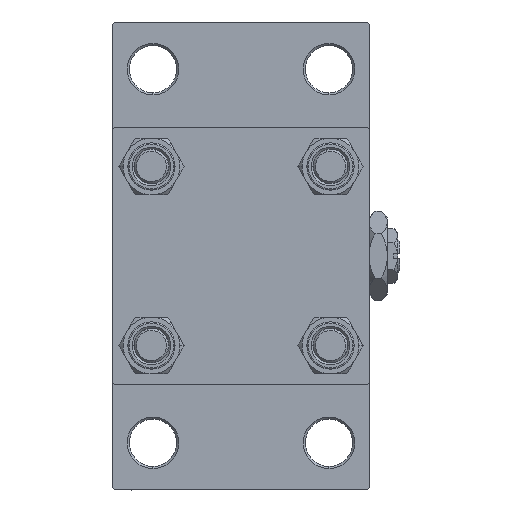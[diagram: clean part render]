
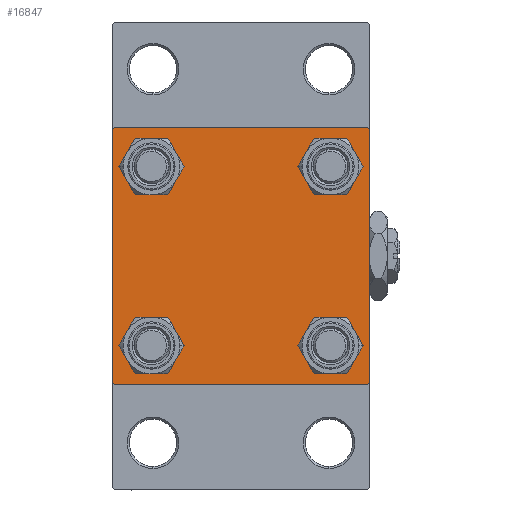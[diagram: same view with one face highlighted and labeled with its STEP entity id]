
A CAD part, left-side view. The second image highlights one B-rep face of the part: STEP entity #16847.
In plain terms, the highlighted planar face has unit normal (-1, 0, 0).
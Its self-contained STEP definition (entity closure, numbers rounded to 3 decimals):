
#48 = CARTESIAN_POINT ( 'NONE',  ( 0., -20.85, 16.35 ) ) ;
#68 = VERTEX_POINT ( 'NONE', #1423 ) ;
#502 = VERTEX_POINT ( 'NONE', #49193 ) ;
#651 = CARTESIAN_POINT ( 'NONE',  ( 0., 30., -30. ) ) ;
#738 = EDGE_CURVE ( 'NONE', #20914, #502, #9748, .T. ) ;
#932 = CARTESIAN_POINT ( 'NONE',  ( 0., 0., 0. ) ) ;
#938 = CIRCLE ( 'NONE', #30397, 4.5 ) ;
#1192 = LINE ( 'NONE', #8170, #4086 ) ;
#1342 = AXIS2_PLACEMENT_3D ( 'NONE', #932, #5153, #27589 ) ;
#1423 = CARTESIAN_POINT ( 'NONE',  ( 0., 30., -29.5 ) ) ;
#1829 = ORIENTED_EDGE ( 'NONE', *, *, #35150, .T. ) ;
#1947 = EDGE_LOOP ( 'NONE', ( #34946, #9550 ) ) ;
#2386 = EDGE_CURVE ( 'NONE', #34210, #45946, #29589, .T. ) ;
#2405 = AXIS2_PLACEMENT_3D ( 'NONE', #48217, #21802, #44472 ) ;
#3263 = CARTESIAN_POINT ( 'NONE',  ( 0., -20.85, -20.85 ) ) ;
#3567 = ORIENTED_EDGE ( 'NONE', *, *, #12046, .T. ) ;
#3986 = DIRECTION ( 'NONE',  ( 0., 0., -1. ) ) ;
#4086 = VECTOR ( 'NONE', #42329, 1000. ) ;
#4172 = VERTEX_POINT ( 'NONE', #40072 ) ;
#4191 = CARTESIAN_POINT ( 'NONE',  ( 0., -20.85, 20.85 ) ) ;
#4337 = VECTOR ( 'NONE', #19825, 1000. ) ;
#4474 = CIRCLE ( 'NONE', #12444, 4.5 ) ;
#5016 = DIRECTION ( 'NONE',  ( 0., 0., 1. ) ) ;
#5147 = VECTOR ( 'NONE', #16729, 1000. ) ;
#5153 = DIRECTION ( 'NONE',  ( -1., 0., 0. ) ) ;
#5452 = CARTESIAN_POINT ( 'NONE',  ( 0., 29.5, 30. ) ) ;
#5680 = AXIS2_PLACEMENT_3D ( 'NONE', #3263, #48617, #33410 ) ;
#5713 = CARTESIAN_POINT ( 'NONE',  ( 0., 20.85, -25.35 ) ) ;
#5989 = VERTEX_POINT ( 'NONE', #41625 ) ;
#6543 = DIRECTION ( 'NONE',  ( 0., 0., -1. ) ) ;
#7154 = DIRECTION ( 'NONE',  ( 1., 0., 0. ) ) ;
#7252 = CARTESIAN_POINT ( 'NONE',  ( 0., 20.85, 20.85 ) ) ;
#7724 = CARTESIAN_POINT ( 'NONE',  ( 0., 30., 30. ) ) ;
#8107 = ORIENTED_EDGE ( 'NONE', *, *, #2386, .T. ) ;
#8170 = CARTESIAN_POINT ( 'NONE',  ( 0., 29.75, 29.75 ) ) ;
#8691 = VERTEX_POINT ( 'NONE', #5452 ) ;
#9051 = ORIENTED_EDGE ( 'NONE', *, *, #15928, .T. ) ;
#9307 = ORIENTED_EDGE ( 'NONE', *, *, #20500, .T. ) ;
#9315 = VERTEX_POINT ( 'NONE', #10648 ) ;
#9550 = ORIENTED_EDGE ( 'NONE', *, *, #40934, .T. ) ;
#9748 = LINE ( 'NONE', #43895, #13568 ) ;
#10466 = VERTEX_POINT ( 'NONE', #33510 ) ;
#10648 = CARTESIAN_POINT ( 'NONE',  ( 0., 20.85, -16.35 ) ) ;
#10665 = FACE_BOUND ( 'NONE', #13024, .T. ) ;
#11159 = FACE_BOUND ( 'NONE', #1947, .T. ) ;
#11449 = EDGE_CURVE ( 'NONE', #29239, #502, #40699, .T. ) ;
#12043 = CARTESIAN_POINT ( 'NONE',  ( 0., 30., 30. ) ) ;
#12046 = EDGE_CURVE ( 'NONE', #43042, #20914, #46979, .T. ) ;
#12444 = AXIS2_PLACEMENT_3D ( 'NONE', #23488, #39405, #5016 ) ;
#12883 = DIRECTION ( 'NONE',  ( 0., 0., 1. ) ) ;
#13024 = EDGE_LOOP ( 'NONE', ( #8107, #24796 ) ) ;
#13093 = ORIENTED_EDGE ( 'NONE', *, *, #31883, .T. ) ;
#13568 = VECTOR ( 'NONE', #40895, 1000. ) ;
#15426 = CARTESIAN_POINT ( 'NONE',  ( 0., 29.75, -29.75 ) ) ;
#15670 = DIRECTION ( 'NONE',  ( 0., -0.707, -0.707 ) ) ;
#15672 = DIRECTION ( 'NONE',  ( 0., 0., 1. ) ) ;
#15928 = EDGE_CURVE ( 'NONE', #9315, #34932, #32317, .T. ) ;
#16034 = CARTESIAN_POINT ( 'NONE',  ( 0., 29.5, -30. ) ) ;
#16359 = EDGE_CURVE ( 'NONE', #45946, #34210, #4474, .T. ) ;
#16726 = VERTEX_POINT ( 'NONE', #49050 ) ;
#16729 = DIRECTION ( 'NONE',  ( 0., 0.707, 0.707 ) ) ;
#16847 = ADVANCED_FACE ( 'NONE', ( #10665, #11159, #25860, #35071, #26863 ), #23612, .T. ) ;
#19825 = DIRECTION ( 'NONE',  ( 0., -1., 0. ) ) ;
#19958 = VERTEX_POINT ( 'NONE', #41418 ) ;
#20120 = DIRECTION ( 'NONE',  ( 1., 0., 0. ) ) ;
#20500 = EDGE_CURVE ( 'NONE', #29239, #10466, #43650, .T. ) ;
#20914 = VERTEX_POINT ( 'NONE', #32135 ) ;
#21009 = ORIENTED_EDGE ( 'NONE', *, *, #30126, .T. ) ;
#21218 = DIRECTION ( 'NONE',  ( 1., 0., 0. ) ) ;
#21707 = DIRECTION ( 'NONE',  ( 1., 0., 0. ) ) ;
#21802 = DIRECTION ( 'NONE',  ( 1., 0., 0. ) ) ;
#21941 = EDGE_CURVE ( 'NONE', #8691, #10466, #31227, .T. ) ;
#22932 = LINE ( 'NONE', #7724, #25364 ) ;
#23002 = ORIENTED_EDGE ( 'NONE', *, *, #37116, .T. ) ;
#23488 = CARTESIAN_POINT ( 'NONE',  ( 0., -20.85, 20.85 ) ) ;
#23508 = DIRECTION ( 'NONE',  ( 0., -1., 0. ) ) ;
#23587 = AXIS2_PLACEMENT_3D ( 'NONE', #29343, #7154, #37072 ) ;
#23612 = PLANE ( 'NONE',  #1342 ) ;
#23638 = CARTESIAN_POINT ( 'NONE',  ( 0., 20.85, -20.85 ) ) ;
#24796 = ORIENTED_EDGE ( 'NONE', *, *, #16359, .T. ) ;
#25364 = VECTOR ( 'NONE', #3986, 1000. ) ;
#25549 = VERTEX_POINT ( 'NONE', #47820 ) ;
#25639 = CIRCLE ( 'NONE', #27221, 4.5 ) ;
#25740 = CARTESIAN_POINT ( 'NONE',  ( 0., -30., 30. ) ) ;
#25860 = FACE_BOUND ( 'NONE', #33946, .T. ) ;
#26447 = DIRECTION ( 'NONE',  ( 0., 0., 1. ) ) ;
#26535 = ORIENTED_EDGE ( 'NONE', *, *, #48774, .T. ) ;
#26863 = FACE_OUTER_BOUND ( 'NONE', #43308, .T. ) ;
#27221 = AXIS2_PLACEMENT_3D ( 'NONE', #7252, #21707, #26447 ) ;
#27551 = ORIENTED_EDGE ( 'NONE', *, *, #738, .T. ) ;
#27589 = DIRECTION ( 'NONE',  ( 0., 0., 1. ) ) ;
#28687 = CARTESIAN_POINT ( 'NONE',  ( 0., -29.75, 29.75 ) ) ;
#29239 = VERTEX_POINT ( 'NONE', #37825 ) ;
#29343 = CARTESIAN_POINT ( 'NONE',  ( 0., 20.85, -20.85 ) ) ;
#29589 = CIRCLE ( 'NONE', #43113, 4.5 ) ;
#30126 = EDGE_CURVE ( 'NONE', #16726, #68, #22932, .T. ) ;
#30397 = AXIS2_PLACEMENT_3D ( 'NONE', #39431, #21218, #39921 ) ;
#31227 = LINE ( 'NONE', #12043, #34747 ) ;
#31883 = EDGE_CURVE ( 'NONE', #68, #43042, #42341, .T. ) ;
#32135 = CARTESIAN_POINT ( 'NONE',  ( 0., -29.5, -30. ) ) ;
#32317 = CIRCLE ( 'NONE', #23587, 4.5 ) ;
#32749 = CIRCLE ( 'NONE', #5680, 4.5 ) ;
#33410 = DIRECTION ( 'NONE',  ( 0., 0., 1. ) ) ;
#33499 = AXIS2_PLACEMENT_3D ( 'NONE', #23638, #38846, #15672 ) ;
#33510 = CARTESIAN_POINT ( 'NONE',  ( 0., -29.5, 30. ) ) ;
#33748 = VECTOR ( 'NONE', #6543, 1000. ) ;
#33946 = EDGE_LOOP ( 'NONE', ( #9051, #1829 ) ) ;
#34210 = VERTEX_POINT ( 'NONE', #46096 ) ;
#34516 = ORIENTED_EDGE ( 'NONE', *, *, #11449, .F. ) ;
#34747 = VECTOR ( 'NONE', #23508, 1000. ) ;
#34932 = VERTEX_POINT ( 'NONE', #5713 ) ;
#34946 = ORIENTED_EDGE ( 'NONE', *, *, #40774, .T. ) ;
#34947 = ORIENTED_EDGE ( 'NONE', *, *, #21941, .F. ) ;
#35071 = FACE_BOUND ( 'NONE', #44124, .T. ) ;
#35150 = EDGE_CURVE ( 'NONE', #34932, #9315, #46235, .T. ) ;
#36742 = ORIENTED_EDGE ( 'NONE', *, *, #40959, .T. ) ;
#37072 = DIRECTION ( 'NONE',  ( 0., 0., 1. ) ) ;
#37116 = EDGE_CURVE ( 'NONE', #25549, #4172, #45400, .T. ) ;
#37825 = CARTESIAN_POINT ( 'NONE',  ( 0., -30., 29.5 ) ) ;
#38164 = VECTOR ( 'NONE', #15670, 1000. ) ;
#38846 = DIRECTION ( 'NONE',  ( 1., 0., 0. ) ) ;
#39405 = DIRECTION ( 'NONE',  ( 1., 0., 0. ) ) ;
#39431 = CARTESIAN_POINT ( 'NONE',  ( 0., -20.85, -20.85 ) ) ;
#39921 = DIRECTION ( 'NONE',  ( 0., 0., 1. ) ) ;
#40072 = CARTESIAN_POINT ( 'NONE',  ( 0., 20.85, 25.35 ) ) ;
#40699 = LINE ( 'NONE', #25740, #33748 ) ;
#40774 = EDGE_CURVE ( 'NONE', #19958, #5989, #938, .T. ) ;
#40895 = DIRECTION ( 'NONE',  ( 0., -0.707, 0.707 ) ) ;
#40934 = EDGE_CURVE ( 'NONE', #5989, #19958, #32749, .T. ) ;
#40959 = EDGE_CURVE ( 'NONE', #4172, #25549, #25639, .T. ) ;
#41418 = CARTESIAN_POINT ( 'NONE',  ( 0., -20.85, -16.35 ) ) ;
#41625 = CARTESIAN_POINT ( 'NONE',  ( 0., -20.85, -25.35 ) ) ;
#42329 = DIRECTION ( 'NONE',  ( 0., 0.707, -0.707 ) ) ;
#42341 = LINE ( 'NONE', #15426, #38164 ) ;
#43042 = VERTEX_POINT ( 'NONE', #16034 ) ;
#43113 = AXIS2_PLACEMENT_3D ( 'NONE', #4191, #20120, #12883 ) ;
#43308 = EDGE_LOOP ( 'NONE', ( #21009, #13093, #3567, #27551, #34516, #9307, #34947, #26535 ) ) ;
#43650 = LINE ( 'NONE', #28687, #5147 ) ;
#43895 = CARTESIAN_POINT ( 'NONE',  ( 0., -29.75, -29.75 ) ) ;
#44124 = EDGE_LOOP ( 'NONE', ( #36742, #23002 ) ) ;
#44472 = DIRECTION ( 'NONE',  ( 0., 0., 1. ) ) ;
#45400 = CIRCLE ( 'NONE', #2405, 4.5 ) ;
#45946 = VERTEX_POINT ( 'NONE', #48 ) ;
#46096 = CARTESIAN_POINT ( 'NONE',  ( 0., -20.85, 25.35 ) ) ;
#46235 = CIRCLE ( 'NONE', #33499, 4.5 ) ;
#46979 = LINE ( 'NONE', #651, #4337 ) ;
#47820 = CARTESIAN_POINT ( 'NONE',  ( 0., 20.85, 16.35 ) ) ;
#48217 = CARTESIAN_POINT ( 'NONE',  ( 0., 20.85, 20.85 ) ) ;
#48617 = DIRECTION ( 'NONE',  ( 1., 0., 0. ) ) ;
#48774 = EDGE_CURVE ( 'NONE', #8691, #16726, #1192, .T. ) ;
#49050 = CARTESIAN_POINT ( 'NONE',  ( 0., 30., 29.5 ) ) ;
#49193 = CARTESIAN_POINT ( 'NONE',  ( 0., -30., -29.5 ) ) ;
